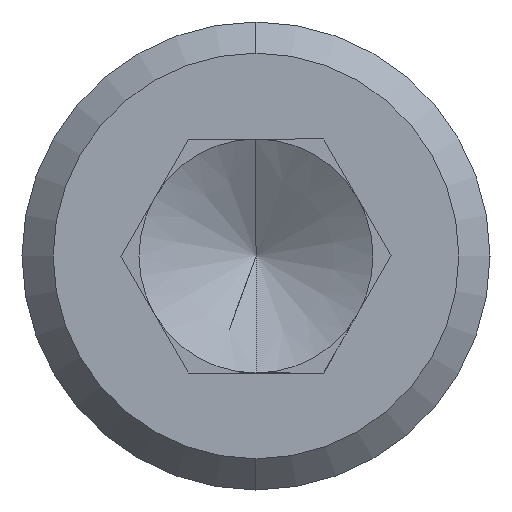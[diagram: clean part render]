
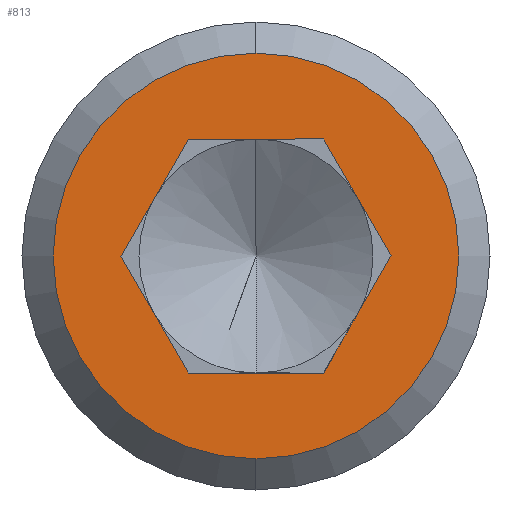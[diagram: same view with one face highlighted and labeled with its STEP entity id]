
A CAD part, left-side view. The second image highlights one B-rep face of the part: STEP entity #813.
In plain terms, the highlighted planar face has unit normal (-1, 0, 0).
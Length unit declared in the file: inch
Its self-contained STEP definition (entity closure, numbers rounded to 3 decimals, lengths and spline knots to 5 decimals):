
#14 = EDGE_CURVE ( 'NONE', #624, #738, #2915, .T. ) ;
#95 = VERTEX_POINT ( 'NONE', #2186 ) ;
#99 = LINE ( 'NONE', #698, #115 ) ;
#115 = VECTOR ( 'NONE', #761, 39.37008 ) ;
#194 = FACE_OUTER_BOUND ( 'NONE', #659, .T. ) ;
#234 = FACE_BOUND ( 'NONE', #1539, .T. ) ;
#248 = VECTOR ( 'NONE', #2363, 39.37008 ) ;
#255 = DIRECTION ( 'NONE',  ( 0., -0.5, 0.866 ) ) ;
#259 = CARTESIAN_POINT ( 'NONE',  ( 0., 0.10825, 0. ) ) ;
#332 = DIRECTION ( 'NONE',  ( 0., 0., 1. ) ) ;
#389 = CARTESIAN_POINT ( 'NONE',  ( 0., 0.10825, 0. ) ) ;
#432 = VERTEX_POINT ( 'NONE', #954 ) ;
#501 = VECTOR ( 'NONE', #255, 39.37008 ) ;
#576 = CARTESIAN_POINT ( 'NONE',  ( 0., 0.05413, 0.09375 ) ) ;
#587 = AXIS2_PLACEMENT_3D ( 'NONE', #2166, #2893, #1191 ) ;
#605 = ORIENTED_EDGE ( 'NONE', *, *, #1605, .T. ) ;
#624 = VERTEX_POINT ( 'NONE', #1818 ) ;
#636 = CARTESIAN_POINT ( 'NONE',  ( 0., 0.10825, 0. ) ) ;
#655 = VERTEX_POINT ( 'NONE', #1684 ) ;
#658 = DIRECTION ( 'NONE',  ( 0., -1., 0. ) ) ;
#659 = EDGE_LOOP ( 'NONE', ( #2362, #1004 ) ) ;
#682 = EDGE_CURVE ( 'NONE', #624, #1190, #99, .T. ) ;
#698 = CARTESIAN_POINT ( 'NONE',  ( 0., -0.05413, 0.09375 ) ) ;
#699 = CARTESIAN_POINT ( 'NONE',  ( 0., 0., 0.1625 ) ) ;
#738 = VERTEX_POINT ( 'NONE', #2404 ) ;
#761 = DIRECTION ( 'NONE',  ( 0., 1., 0. ) ) ;
#796 = CARTESIAN_POINT ( 'NONE',  ( 0., 0., 0. ) ) ;
#813 = ADVANCED_FACE ( 'NONE', ( #234, #194 ), #1298, .T. ) ;
#954 = CARTESIAN_POINT ( 'NONE',  ( 0., -0.05413, -0.09375 ) ) ;
#969 = AXIS2_PLACEMENT_3D ( 'NONE', #2780, #2719, #2883 ) ;
#978 = LINE ( 'NONE', #1544, #1842 ) ;
#1004 = ORIENTED_EDGE ( 'NONE', *, *, #2617, .T. ) ;
#1006 = DIRECTION ( 'NONE',  ( -1., 0., 0. ) ) ;
#1190 = VERTEX_POINT ( 'NONE', #576 ) ;
#1191 = DIRECTION ( 'NONE',  ( 0., 0., 1. ) ) ;
#1194 = VERTEX_POINT ( 'NONE', #636 ) ;
#1285 = AXIS2_PLACEMENT_3D ( 'NONE', #796, #1006, #332 ) ;
#1298 = PLANE ( 'NONE',  #969 ) ;
#1366 = VERTEX_POINT ( 'NONE', #699 ) ;
#1440 = LINE ( 'NONE', #259, #501 ) ;
#1445 = EDGE_CURVE ( 'NONE', #95, #1366, #2580, .T. ) ;
#1539 = EDGE_LOOP ( 'NONE', ( #605, #2425, #2613, #2841, #2289, #2751 ) ) ;
#1544 = CARTESIAN_POINT ( 'NONE',  ( 0., 0.05413, -0.09375 ) ) ;
#1605 = EDGE_CURVE ( 'NONE', #1194, #1190, #1440, .T. ) ;
#1684 = CARTESIAN_POINT ( 'NONE',  ( 0., 0.05413, -0.09375 ) ) ;
#1818 = CARTESIAN_POINT ( 'NONE',  ( 0., -0.05413, 0.09375 ) ) ;
#1842 = VECTOR ( 'NONE', #658, 39.37008 ) ;
#2041 = LINE ( 'NONE', #2179, #248 ) ;
#2166 = CARTESIAN_POINT ( 'NONE',  ( 0., 0., 0. ) ) ;
#2179 = CARTESIAN_POINT ( 'NONE',  ( 0., -0.10825, 0. ) ) ;
#2186 = CARTESIAN_POINT ( 'NONE',  ( 0., 0., -0.1625 ) ) ;
#2224 = VECTOR ( 'NONE', #2357, 39.37008 ) ;
#2264 = EDGE_CURVE ( 'NONE', #1194, #655, #2423, .T. ) ;
#2289 = ORIENTED_EDGE ( 'NONE', *, *, #2785, .F. ) ;
#2357 = DIRECTION ( 'NONE',  ( 0., -0.5, -0.866 ) ) ;
#2362 = ORIENTED_EDGE ( 'NONE', *, *, #1445, .T. ) ;
#2363 = DIRECTION ( 'NONE',  ( 0., 0.5, -0.866 ) ) ;
#2383 = CARTESIAN_POINT ( 'NONE',  ( 0., -0.05413, 0.09375 ) ) ;
#2404 = CARTESIAN_POINT ( 'NONE',  ( 0., -0.10825, 0. ) ) ;
#2405 = DIRECTION ( 'NONE',  ( 0., -0.5, -0.866 ) ) ;
#2423 = LINE ( 'NONE', #389, #2224 ) ;
#2425 = ORIENTED_EDGE ( 'NONE', *, *, #682, .F. ) ;
#2523 = EDGE_CURVE ( 'NONE', #738, #432, #2041, .T. ) ;
#2580 = CIRCLE ( 'NONE', #1285, 0.1625 ) ;
#2613 = ORIENTED_EDGE ( 'NONE', *, *, #14, .T. ) ;
#2617 = EDGE_CURVE ( 'NONE', #1366, #95, #3001, .T. ) ;
#2719 = DIRECTION ( 'NONE',  ( -1., 0., 0. ) ) ;
#2751 = ORIENTED_EDGE ( 'NONE', *, *, #2264, .F. ) ;
#2780 = CARTESIAN_POINT ( 'NONE',  ( 0., 0., 0. ) ) ;
#2785 = EDGE_CURVE ( 'NONE', #655, #432, #978, .T. ) ;
#2811 = VECTOR ( 'NONE', #2405, 39.37008 ) ;
#2841 = ORIENTED_EDGE ( 'NONE', *, *, #2523, .T. ) ;
#2883 = DIRECTION ( 'NONE',  ( 0., 0., 1. ) ) ;
#2893 = DIRECTION ( 'NONE',  ( -1., 0., 0. ) ) ;
#2915 = LINE ( 'NONE', #2383, #2811 ) ;
#3001 = CIRCLE ( 'NONE', #587, 0.1625 ) ;
